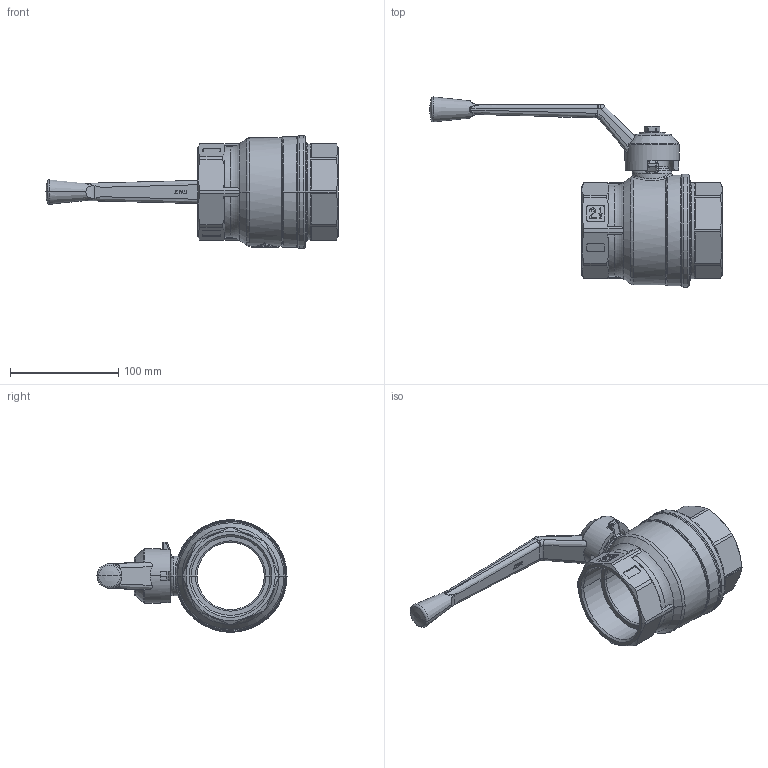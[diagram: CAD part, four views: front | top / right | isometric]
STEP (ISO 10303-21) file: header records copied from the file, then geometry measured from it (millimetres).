
FILE_DESCRIPTION(('Creo Elements/Direct Modeling STEP Export'),'2;1');
FILE_NAME('1500120000.stp','2021-04-30T13:57:24',(''),(''),'Creo Elements/Direct Modeling STEP processor for AP214 (Solid Model)','Creo Elements/Direct Modeling 20.1D 10-Oct-2020 (C) Parametric Technology GmbH','');
FILE_SCHEMA(('AUTOMOTIVE_DESIGN { 1 0 10303 214 1 1 1 1 }'));
Length unit declared in the file: millimetre
Products named in the file (1): 1500120000
Bounding box: 269.75 x 175.24 x 104 mm (x, y, z)
Volume: 526560.6 mm3; surface area: 96387.1 mm2
Topology: 1 solids, 1 shells, 536 faces, 1467 edges, 951 vertices
Faces by surface type: plane 285, cylinder 103, bspline 56, cone 43, torus 38, extrusion 9, sphere 2
Entity records: 24349 total; most frequent: CARTESIAN_POINT 10525, ORIENTED_EDGE 2922, DIRECTION 2233, EDGE_CURVE 1461, VERTEX_POINT 951, VECTOR 785, LINE 776, AXIS2_PLACEMENT_3D 724
